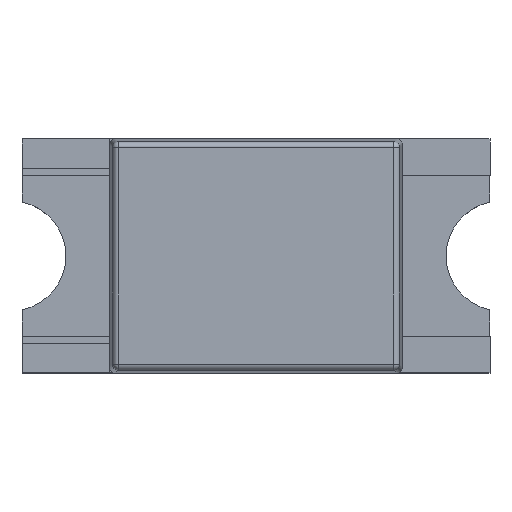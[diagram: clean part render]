
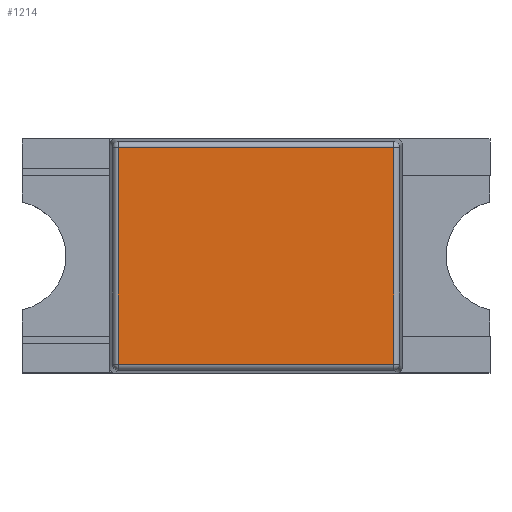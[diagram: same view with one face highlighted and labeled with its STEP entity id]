
A CAD part, top view. The second image highlights one B-rep face of the part: STEP entity #1214.
In plain terms, the highlighted planar face has unit normal (0, 0, 1).
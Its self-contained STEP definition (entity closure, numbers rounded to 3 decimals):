
#298=ORIENTED_EDGE('',*,*,#529,.T.);
#299=ORIENTED_EDGE('',*,*,#530,.T.);
#300=ORIENTED_EDGE('',*,*,#531,.T.);
#301=ORIENTED_EDGE('',*,*,#532,.T.);
#529=EDGE_CURVE('',#661,#662,#800,.F.);
#530=EDGE_CURVE('',#662,#663,#801,.F.);
#531=EDGE_CURVE('',#663,#664,#802,.F.);
#532=EDGE_CURVE('',#664,#661,#803,.F.);
#661=VERTEX_POINT('',#2176);
#662=VERTEX_POINT('',#2177);
#663=VERTEX_POINT('',#2179);
#664=VERTEX_POINT('',#2181);
#800=LINE('',#2175,#947);
#801=LINE('',#2178,#948);
#802=LINE('',#2180,#949);
#803=LINE('',#2182,#950);
#947=VECTOR('',#1807,1000.);
#948=VECTOR('',#1808,1000.);
#949=VECTOR('',#1809,1000.);
#950=VECTOR('',#1810,1000.);
#1022=EDGE_LOOP('',(#298,#299,#300,#301));
#1091=FACE_BOUND('',#1022,.T.);
#1159=PLANE('',#1551);
#1214=ADVANCED_FACE('',(#1091),#1159,.T.);
#1551=AXIS2_PLACEMENT_3D('',#2174,#1805,#1806);
#1805=DIRECTION('',(0.,0.,1.));
#1806=DIRECTION('',(1.,0.,0.));
#1807=DIRECTION('',(0.,-1.,0.));
#1808=DIRECTION('',(1.,0.,0.));
#1809=DIRECTION('',(0.,1.,0.));
#1810=DIRECTION('',(-1.,0.,0.));
#2174=CARTESIAN_POINT('',(-1.,-0.8,0.4));
#2175=CARTESIAN_POINT('',(0.941,0.779,0.4));
#2176=CARTESIAN_POINT('',(0.941,-0.741,0.4));
#2177=CARTESIAN_POINT('',(0.941,0.741,0.4));
#2178=CARTESIAN_POINT('',(-0.979,0.741,0.4));
#2179=CARTESIAN_POINT('',(-0.941,0.741,0.4));
#2180=CARTESIAN_POINT('',(-0.941,-0.779,0.4));
#2181=CARTESIAN_POINT('',(-0.941,-0.741,0.4));
#2182=CARTESIAN_POINT('',(0.979,-0.741,0.4));
